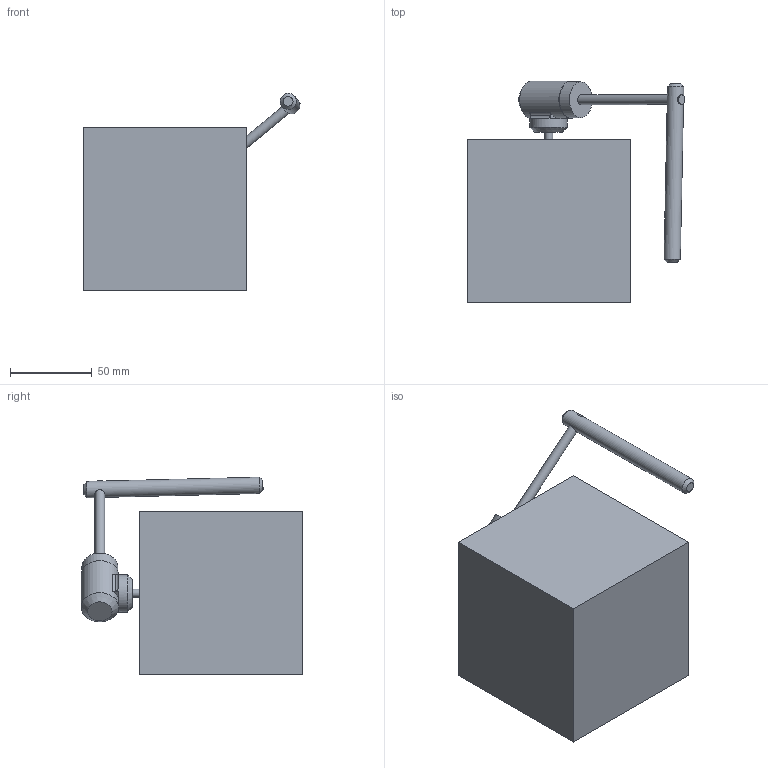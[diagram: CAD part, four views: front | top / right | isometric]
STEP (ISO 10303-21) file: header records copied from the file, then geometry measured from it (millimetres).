
FILE_DESCRIPTION(/* description */ (''),/* implementation_level */ '2;1');
FILE_NAME(/* name */ 'Inverted_pendulum.stp',/* time_stamp */ '2024-09-26T20:43:28+03:00',/* author */ ('skcre'),/* organization */ (''),/* preprocessor_version */ 'ST-DEVELOPER v19.2',/* originating_system */ 'Autodesk Inventor 2024',/* authorisation */ '');
FILE_SCHEMA (('AUTOMOTIVE_DESIGN { 1 0 10303 214 3 1 1 }'));
Length unit declared in the file: millimetre
Products named in the file (4): Inverted_pendulum; stepper_box; encoder; pendulum
Assembly tree (3 placements, depth 2):
  Inverted_pendulum
    stepper_box
    encoder
    pendulum
Bounding box: 133.48 x 136 x 121.16 mm (x, y, z)
Volume: 1019513.7 mm3; surface area: 70908 mm2
Topology: 3 solids, 3 shells, 68 faces, 156 edges, 101 vertices
Faces by surface type: plane 42, cylinder 22, cone 4
Full cylindrical faces by diameter (mm): 5 x1, 5.13 x1, 6 x1, 6.13 x1, 10 x1, 22 x1, 23 x2
Entity records: 2194 total; most frequent: CARTESIAN_POINT 456, DIRECTION 349, ORIENTED_EDGE 312, EDGE_CURVE 156, AXIS2_PLACEMENT_3D 130, VERTEX_POINT 101, LINE 89, VECTOR 89
